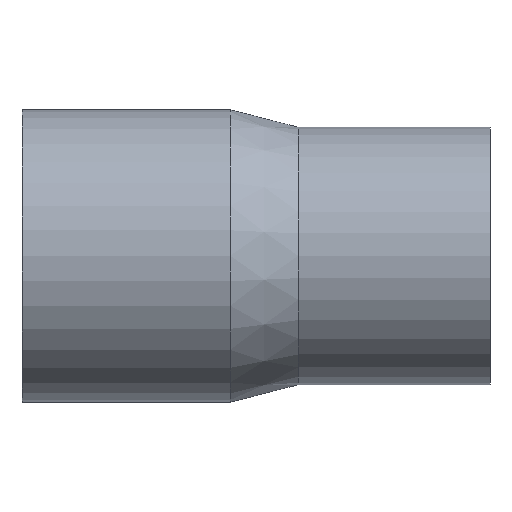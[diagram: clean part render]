
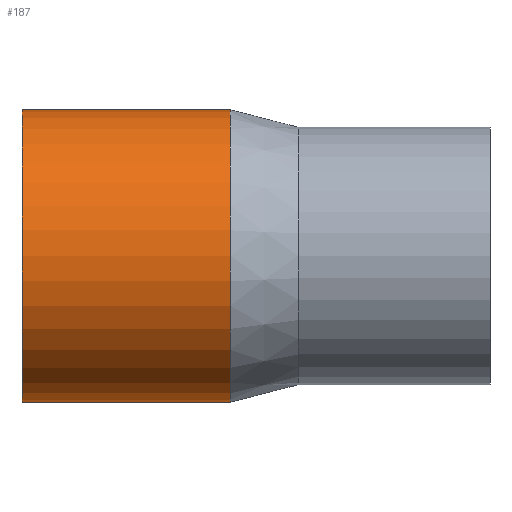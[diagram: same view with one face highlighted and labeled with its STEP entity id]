
A CAD part, top view. The second image highlights one B-rep face of the part: STEP entity #187.
In plain terms, the highlighted cylindrical face has radius 62.5 mm (diameter 125 mm), a partial arc.
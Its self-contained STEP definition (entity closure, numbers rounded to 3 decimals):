
#129 = EDGE_CURVE( '', #179, #185, #270, .T. );
#131 = VERTEX_POINT( '', #272 );
#133 = EDGE_CURVE( '', #147, #131, #274, .T. );
#147 = VERTEX_POINT( '', #293 );
#157 = EDGE_CURVE( '', #147, #179, #304, .T. );
#161 = EDGE_CURVE( '', #185, #131, #308, .T. );
#179 = VERTEX_POINT( '', #327 );
#185 = VERTEX_POINT( '', #333 );
#187 = ADVANCED_FACE( '', ( #335 ), #336, .T. );
#270 = CIRCLE( '', #424, 62.5 );
#272 = CARTESIAN_POINT( '', ( 0., 62.5, 0. ) );
#274 = CIRCLE( '', #429, 62.5 );
#293 = CARTESIAN_POINT( '', ( 0., -62.5, 0. ) );
#304 = LINE( '', #461, #462 );
#308 = LINE( '', #469, #470 );
#327 = CARTESIAN_POINT( '', ( 89., -62.5, 0. ) );
#333 = CARTESIAN_POINT( '', ( 89., 62.5, 0. ) );
#335 = FACE_OUTER_BOUND( '', #508, .T. );
#336 = CYLINDRICAL_SURFACE( '', #509, 62.5 );
#424 = AXIS2_PLACEMENT_3D( '', #602, #603, #604 );
#429 = AXIS2_PLACEMENT_3D( '', #605, #606, #607 );
#461 = CARTESIAN_POINT( '', ( 44.5, -62.5, 0. ) );
#462 = VECTOR( '', #655, 1. );
#469 = CARTESIAN_POINT( '', ( 44.5, 62.5, 0. ) );
#470 = VECTOR( '', #657, 1. );
#508 = EDGE_LOOP( '', ( #680, #681, #682, #683 ) );
#509 = AXIS2_PLACEMENT_3D( '', #684, #685, #686 );
#602 = CARTESIAN_POINT( '', ( 89., 0., 0. ) );
#603 = DIRECTION( '', ( -1., 0., 0. ) );
#604 = DIRECTION( '', ( 0., 1., 0. ) );
#605 = CARTESIAN_POINT( '', ( 0., 0., 0. ) );
#606 = DIRECTION( '', ( -1., 0., 0. ) );
#607 = DIRECTION( '', ( 0., 1., 0. ) );
#655 = DIRECTION( '', ( 1., 0., 0. ) );
#657 = DIRECTION( '', ( -1., 0., 0. ) );
#680 = ORIENTED_EDGE( '', *, *, #161, .T. );
#681 = ORIENTED_EDGE( '', *, *, #133, .F. );
#682 = ORIENTED_EDGE( '', *, *, #157, .T. );
#683 = ORIENTED_EDGE( '', *, *, #129, .T. );
#684 = CARTESIAN_POINT( '', ( 44.5, 0., 0. ) );
#685 = DIRECTION( '', ( 1., 0., 0. ) );
#686 = DIRECTION( '', ( 0., 1., 0. ) );
